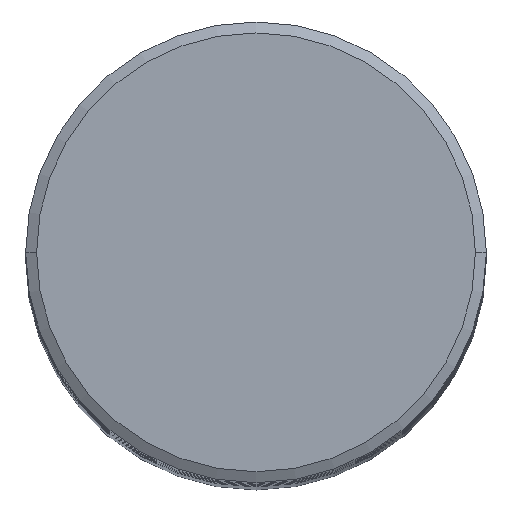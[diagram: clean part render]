
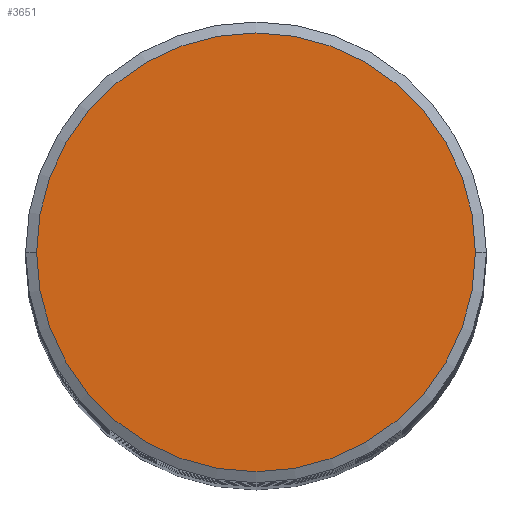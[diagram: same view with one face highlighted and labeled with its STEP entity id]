
A CAD part, top view. The second image highlights one B-rep face of the part: STEP entity #3651.
In plain terms, the highlighted planar face has unit normal (0, 0, 1).
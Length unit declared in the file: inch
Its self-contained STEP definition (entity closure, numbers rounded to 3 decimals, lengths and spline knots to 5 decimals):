
#104 = DIRECTION ( 'NONE',  ( 1., 0., 0. ) ) ;
#173 = EDGE_CURVE ( 'NONE', #3873, #4020, #3425, .T. ) ;
#394 = AXIS2_PLACEMENT_3D ( 'NONE', #1791, #2892, #104 ) ;
#449 = CARTESIAN_POINT ( 'NONE',  ( -0.75, 0., 14.31102 ) ) ;
#712 = PLANE ( 'NONE',  #394 ) ;
#1040 = AXIS2_PLACEMENT_3D ( 'NONE', #2504, #3616, #3636 ) ;
#1725 = ORIENTED_EDGE ( 'NONE', *, *, #3194, .F. ) ;
#1791 = CARTESIAN_POINT ( 'NONE',  ( -0.75, 0., 14.31102 ) ) ;
#1923 = DIRECTION ( 'NONE',  ( -1., 0., 0. ) ) ;
#1949 = AXIS2_PLACEMENT_3D ( 'NONE', #4032, #2639, #1923 ) ;
#2214 = FACE_OUTER_BOUND ( 'NONE', #2281, .T. ) ;
#2281 = EDGE_LOOP ( 'NONE', ( #2996, #1725 ) ) ;
#2504 = CARTESIAN_POINT ( 'NONE',  ( 0., 0., 14.31102 ) ) ;
#2639 = DIRECTION ( 'NONE',  ( 0., 0., -1. ) ) ;
#2892 = DIRECTION ( 'NONE',  ( 0., 0., 1. ) ) ;
#2996 = ORIENTED_EDGE ( 'NONE', *, *, #173, .F. ) ;
#3194 = EDGE_CURVE ( 'NONE', #4020, #3873, #4479, .T. ) ;
#3425 = CIRCLE ( 'NONE', #1040, 0.75 ) ;
#3616 = DIRECTION ( 'NONE',  ( 0., 0., -1. ) ) ;
#3636 = DIRECTION ( 'NONE',  ( -1., 0., 0. ) ) ;
#3651 = ADVANCED_FACE ( 'NONE', ( #2214 ), #712, .T. ) ;
#3758 = CARTESIAN_POINT ( 'NONE',  ( 0.75, 0., 14.31102 ) ) ;
#3873 = VERTEX_POINT ( 'NONE', #449 ) ;
#4020 = VERTEX_POINT ( 'NONE', #3758 ) ;
#4032 = CARTESIAN_POINT ( 'NONE',  ( 0., 0., 14.31102 ) ) ;
#4479 = CIRCLE ( 'NONE', #1949, 0.75 ) ;
